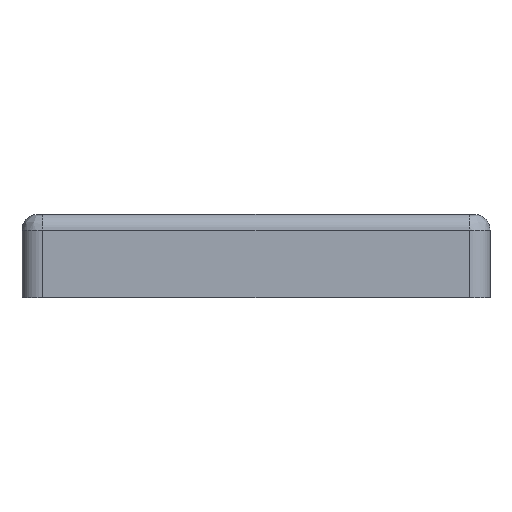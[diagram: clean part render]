
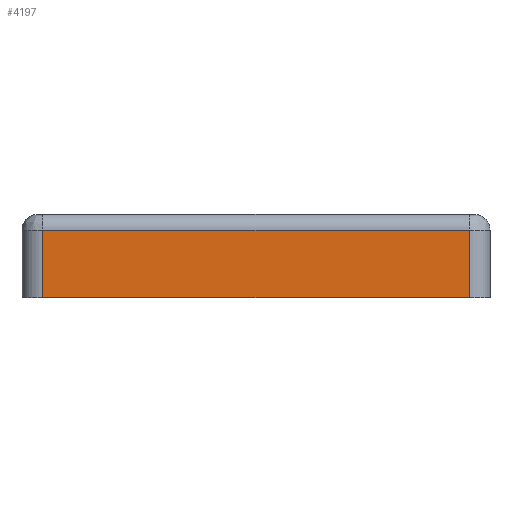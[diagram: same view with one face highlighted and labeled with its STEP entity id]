
A CAD part, front view. The second image highlights one B-rep face of the part: STEP entity #4197.
In plain terms, the highlighted planar face has unit normal (0, -1, 0).
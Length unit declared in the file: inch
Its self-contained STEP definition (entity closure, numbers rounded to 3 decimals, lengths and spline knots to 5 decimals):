
#485 = LINE ( 'NONE', #3272, #4947 ) ;
#860 = VERTEX_POINT ( 'NONE', #5282 ) ;
#1405 = EDGE_LOOP ( 'NONE', ( #3858, #9972, #8851, #4138 ) ) ;
#1644 = VECTOR ( 'NONE', #6161, 39.37008 ) ;
#1655 = FACE_OUTER_BOUND ( 'NONE', #1405, .T. ) ;
#1702 = VERTEX_POINT ( 'NONE', #2315 ) ;
#1856 = CARTESIAN_POINT ( 'NONE',  ( -1.77165, -1.77165, 0. ) ) ;
#2315 = CARTESIAN_POINT ( 'NONE',  ( 1.61417, -1.77165, 0. ) ) ;
#2868 = CARTESIAN_POINT ( 'NONE',  ( -1.77165, -1.77165, 0.62992 ) ) ;
#2906 = DIRECTION ( 'NONE',  ( 0., 1., 0. ) ) ;
#2922 = DIRECTION ( 'NONE',  ( 0., 0., 1. ) ) ;
#3272 = CARTESIAN_POINT ( 'NONE',  ( 1.61417, -1.77165, 0.62992 ) ) ;
#3373 = DIRECTION ( 'NONE',  ( 0., 0., -1. ) ) ;
#3484 = PLANE ( 'NONE',  #5407 ) ;
#3664 = VERTEX_POINT ( 'NONE', #6193 ) ;
#3666 = LINE ( 'NONE', #6322, #9754 ) ;
#3858 = ORIENTED_EDGE ( 'NONE', *, *, #7400, .F. ) ;
#4113 = EDGE_CURVE ( 'NONE', #6404, #1702, #485, .T. ) ;
#4138 = ORIENTED_EDGE ( 'NONE', *, *, #4113, .F. ) ;
#4197 = ADVANCED_FACE ( 'NONE', ( #1655 ), #3484, .F. ) ;
#4373 = EDGE_CURVE ( 'NONE', #1702, #860, #10461, .T. ) ;
#4575 = CARTESIAN_POINT ( 'NONE',  ( 1.61417, -1.77165, 0.51181 ) ) ;
#4947 = VECTOR ( 'NONE', #3373, 39.37008 ) ;
#5282 = CARTESIAN_POINT ( 'NONE',  ( -1.61417, -1.77165, 0. ) ) ;
#5407 = AXIS2_PLACEMENT_3D ( 'NONE', #2868, #2906, #2922 ) ;
#5465 = EDGE_CURVE ( 'NONE', #860, #3664, #3666, .T. ) ;
#6161 = DIRECTION ( 'NONE',  ( -1., 0., 0. ) ) ;
#6193 = CARTESIAN_POINT ( 'NONE',  ( -1.61417, -1.77165, 0.51181 ) ) ;
#6322 = CARTESIAN_POINT ( 'NONE',  ( -1.61417, -1.77165, 0.62992 ) ) ;
#6404 = VERTEX_POINT ( 'NONE', #4575 ) ;
#6515 = LINE ( 'NONE', #8322, #10611 ) ;
#6599 = DIRECTION ( 'NONE',  ( 0., 0., 1. ) ) ;
#7400 = EDGE_CURVE ( 'NONE', #3664, #6404, #6515, .T. ) ;
#8322 = CARTESIAN_POINT ( 'NONE',  ( -1.77165, -1.77165, 0.51181 ) ) ;
#8375 = DIRECTION ( 'NONE',  ( 1., 0., 0. ) ) ;
#8851 = ORIENTED_EDGE ( 'NONE', *, *, #4373, .F. ) ;
#9754 = VECTOR ( 'NONE', #6599, 39.37008 ) ;
#9972 = ORIENTED_EDGE ( 'NONE', *, *, #5465, .F. ) ;
#10461 = LINE ( 'NONE', #1856, #1644 ) ;
#10611 = VECTOR ( 'NONE', #8375, 39.37008 ) ;
